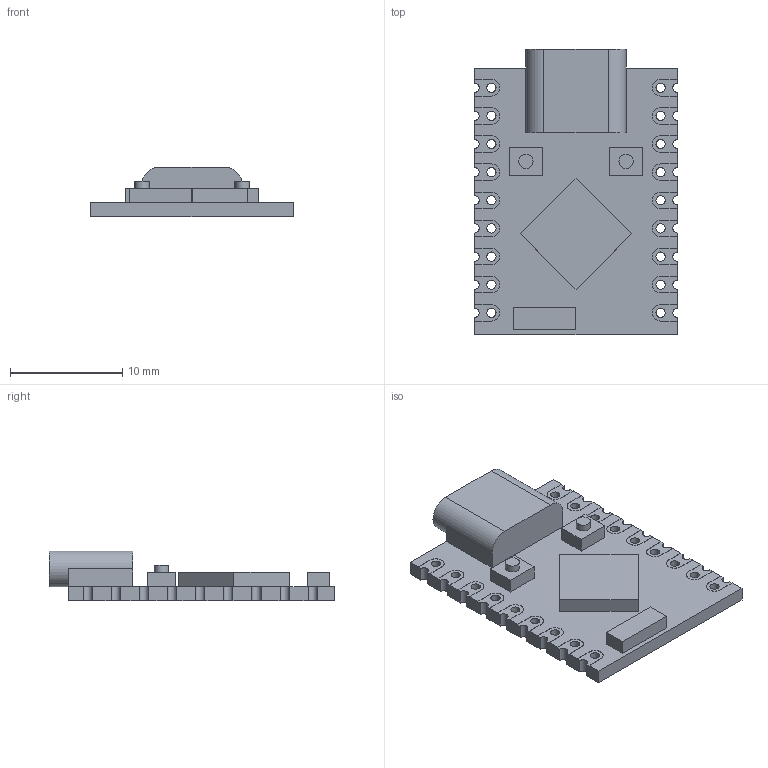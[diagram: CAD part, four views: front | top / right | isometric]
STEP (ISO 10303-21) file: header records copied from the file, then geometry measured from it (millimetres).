
FILE_DESCRIPTION(/* description */ ('HOOPS Exchange Step','CAx-IF Rec.Pracs.---Representation and Presentation of Product Manufacturing Information (PMI)---4.0---2014-10-13'),/* implementation_level */ '2;1');
FILE_NAME(/* name */ '06677bd8-9454-4cfb-9350-74e68f3e802e.zip.stp',/* time_stamp */ '2025-02-25T01:35:06Z',/* author */ (''),/* organization */ (''),/* preprocessor_version */ 'ST-DEVELOPER v20',/* originating_system */ 'Autodesk Translation Framework v13.20.0.188',/* authorisation */ '');
FILE_SCHEMA (('AP242_MANAGED_MODEL_BASED_3D_ENGINEERING_MIM_LF { 1 0 10303 442 1 1 4 }'));
Length unit declared in the file: millimetre
Products named in the file (1): root
Bounding box: 18.03 x 25.4 x 4.45 mm (x, y, z)
Volume: 713.9 mm3; surface area: 1436.3 mm2
Topology: 1 solids, 1 shells, 342 faces, 942 edges, 628 vertices
Faces by surface type: plane 232, cylinder 60, bspline 50
Full cylindrical faces by diameter (mm): 0.813 x18, 1.27 x2
Entity records: 12865 total; most frequent: CARTESIAN_POINT 4019, ORIENTED_EDGE 1884, DIRECTION 1554, EDGE_CURVE 942, LINE 720, VECTOR 720, VERTEX_POINT 628, AXIS2_PLACEMENT_3D 417
